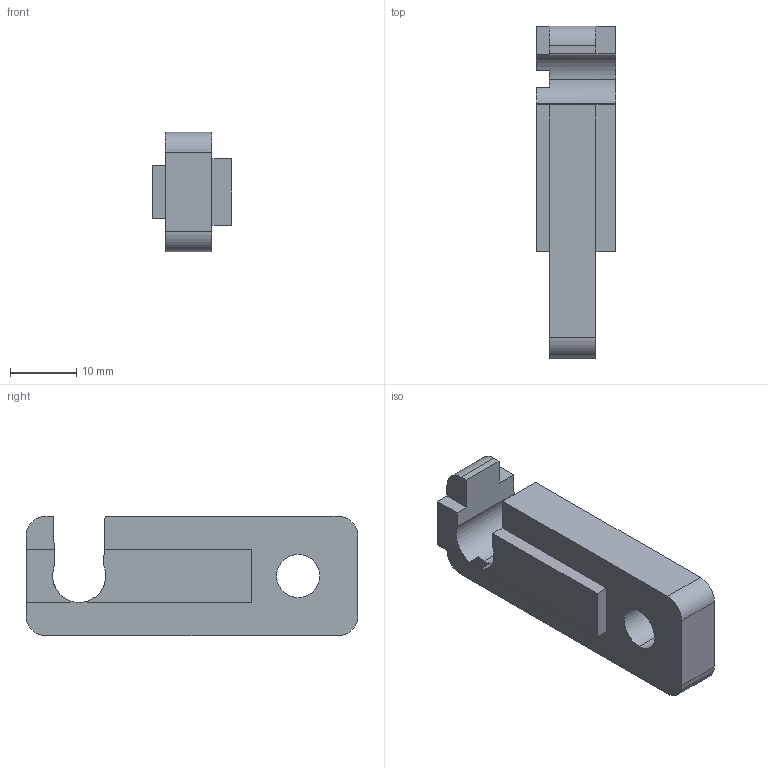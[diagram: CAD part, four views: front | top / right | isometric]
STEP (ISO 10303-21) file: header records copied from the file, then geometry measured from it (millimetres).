
FILE_DESCRIPTION (( 'STEP AP203' ), '1' );
FILE_NAME ('402535667_c_1.STEP', '2023-01-26T04:38:05', ( '' ), ( '' ), 'SwSTEP 2.0', 'SolidWorks 2014', '' );
FILE_SCHEMA (( 'CONFIG_CONTROL_DESIGN' ));
Length unit declared in the file: millimetre
Products named in the file (1): 402535667_c_1
Bounding box: 12 x 50 x 18 mm (x, y, z)
Volume: 6620.2 mm3; surface area: 3243.5 mm2
Topology: 1 solids, 1 shells, 33 faces, 93 edges, 62 vertices
Faces by surface type: plane 25, cylinder 8
Entity records: 1146 total; most frequent: CARTESIAN_POINT 189, ORIENTED_EDGE 186, DIRECTION 179, EDGE_CURVE 93, LINE 75, VECTOR 75, VERTEX_POINT 62, AXIS2_PLACEMENT_3D 52
